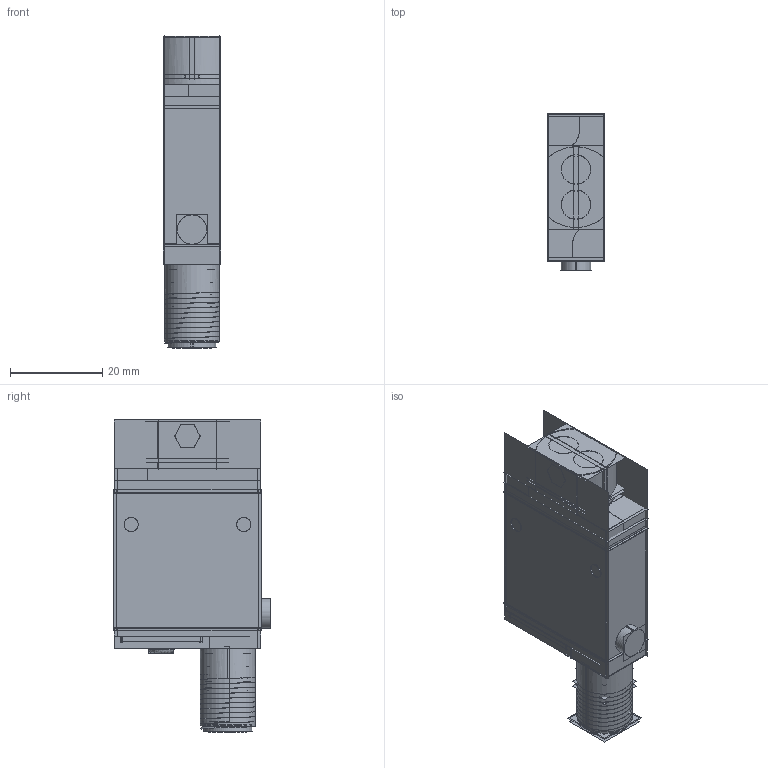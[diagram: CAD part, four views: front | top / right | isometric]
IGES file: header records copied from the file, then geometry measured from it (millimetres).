
Start section:  PTC IGES file: 188669.igs
Global section: file name: 188669.igs; native system: Creo Parametric by Parametric Technology Corporation; preprocessor: 2013230; author: pdmadmin; organization: Unknown; date: 20151007.152727; units: millimetre
Bounding box: 12.47 x 33.94 x 67.65 mm (x, y, z)
Volume: 7990.7 mm3; surface area: 87628.3 mm2
Topology: 10 solids, 12 shells, 2000 faces, 10026 edges, 12448 vertices
Faces by surface type: bspline 1354, revolution 638, extrusion 8
